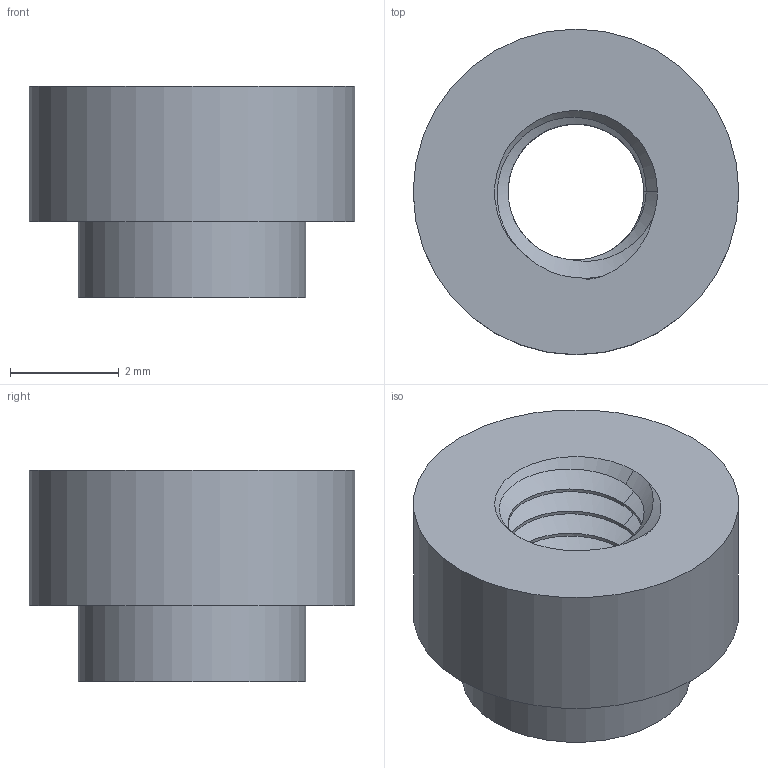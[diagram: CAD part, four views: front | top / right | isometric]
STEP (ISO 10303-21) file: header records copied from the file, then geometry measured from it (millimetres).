
FILE_DESCRIPTION(('FreeCAD Model'),'2;1');
FILE_NAME( 'wurth-9774025360.step', '2020-04-25T16:26:58',('Author'),(''), 'Open CASCADE STEP processor 7.3','FreeCAD','Unknown');
FILE_SCHEMA(('AUTOMOTIVE_DESIGN { 1 0 10303 214 1 1 1 1 }'));
Length unit declared in the file: millimetre
Products named in the file (1): Cut
Bounding box: 6 x 6 x 3.9 mm (x, y, z)
Volume: 65.2 mm3; surface area: 173 mm2
Topology: 1 solids, 1 shells, 34 faces, 69 edges, 38 vertices
Faces by surface type: bspline 17, cylinder 10, cone 4, plane 3
Full cylindrical faces by diameter (mm): 2.5 x6, 4.2 x1, 6 x1
Entity records: 7243 total; most frequent: CARTESIAN_POINT 5860, B_SPLINE_CURVE_WITH_KNOTS 144, ORIENTED_EDGE 138, PCURVE 138, DEFINITIONAL_REPRESENTATION 138, DIRECTION 109, EDGE_CURVE 69, SURFACE_CURVE 67
